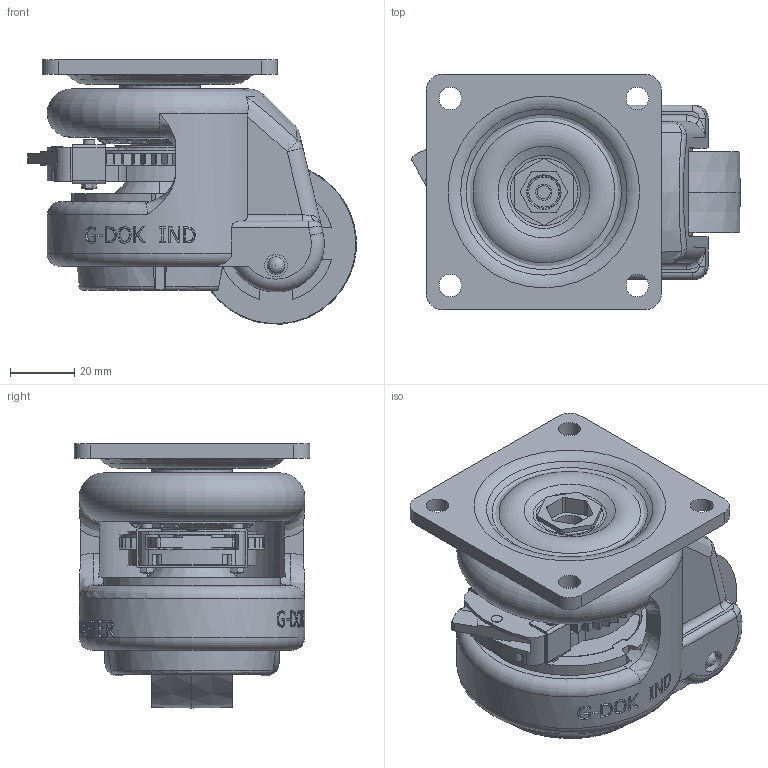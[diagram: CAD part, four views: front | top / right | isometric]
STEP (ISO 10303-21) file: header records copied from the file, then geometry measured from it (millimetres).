
FILE_DESCRIPTION((''),'2;1');
FILE_NAME('GDR-60F.stp','2010-12-27T17:04:41',('Administrator'),(''),'Autodesk Inventor 2009','Autodesk Inventor 2009','');
FILE_SCHEMA(('AUTOMOTIVE_DESIGN { 1 0 10303 214 1 1 1 1 }'));
Length unit declared in the file: millimetre
Products named in the file (1): GDR-60F
Bounding box: 101.93 x 73 x 81.92 mm (x, y, z)
Volume: 238083.2 mm3; surface area: 78783.6 mm2
Topology: 15 solids, 15 shells, 1322 faces, 3609 edges, 2386 vertices
Faces by surface type: plane 740, cylinder 293, bspline 212, cone 50, torus 19, sphere 8
Full cylindrical faces by diameter (mm): 2 x10, 2.1 x2, 3 x6, 3.1 x2, 3.45 x2, 3.5 x6, 4 x3, 4.1 x1, 5 x5, 7 x6, 8.2 x1, 8.4 x3, 8.5 x1, 9.8 x2, 10 x5, 10.7 x1, 11 x1, 12 x1, 18.9 x1, 19.4 x1, 20 x2, 21 x1, 23 x1, 24 x1, 25 x2, 27 x1, 28 x1, 39 x1, 39.4 x1, 45 x1
Entity records: 68797 total; most frequent: CARTESIAN_POINT 36791, ORIENTED_EDGE 6872, DIRECTION 6147, EDGE_CURVE 3436, VERTEX_POINT 2327, AXIS2_PLACEMENT_3D 2171, VECTOR 1805, LINE 1805
